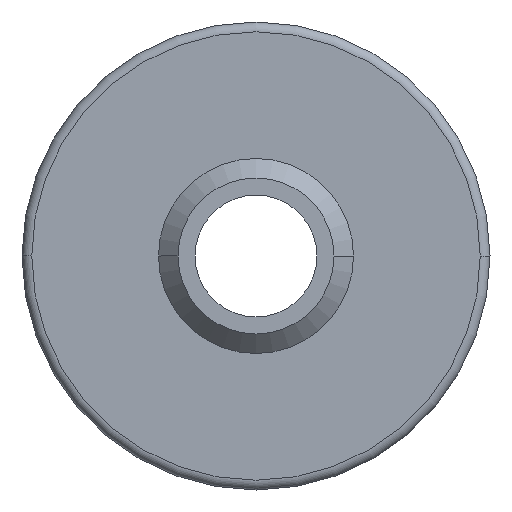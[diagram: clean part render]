
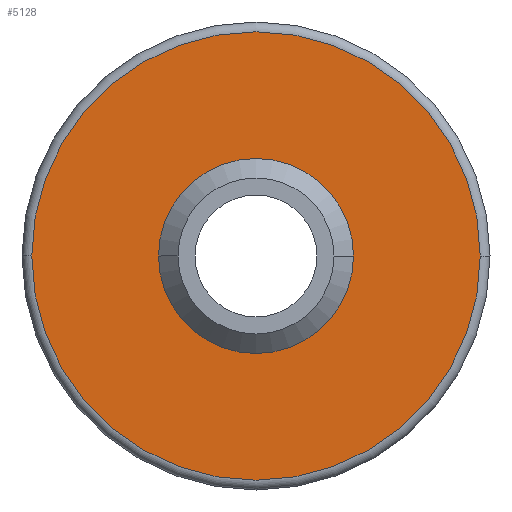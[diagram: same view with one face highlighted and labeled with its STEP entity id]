
A CAD part, front view. The second image highlights one B-rep face of the part: STEP entity #5128.
In plain terms, the highlighted planar face has unit normal (0, -1, 0).
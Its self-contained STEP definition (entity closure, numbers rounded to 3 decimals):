
#5087=CARTESIAN_POINT('Axis2P3D Location',(-5.,-25.,0.)) ;
#5092=CARTESIAN_POINT('Axis2P3D Location',(0.,-25.,0.)) ;
#5096=CARTESIAN_POINT('Vertex',(11.5,-25.,0.)) ;
#5098=CARTESIAN_POINT('Vertex',(-11.5,-25.,0.)) ;
#5101=CARTESIAN_POINT('Axis2P3D Location',(0.,-25.,0.)) ;
#5110=CARTESIAN_POINT('Axis2P3D Location',(0.,-25.,0.)) ;
#5114=CARTESIAN_POINT('Vertex',(-5.,-25.,0.)) ;
#5116=CARTESIAN_POINT('Vertex',(5.,-25.,0.)) ;
#5119=CARTESIAN_POINT('Axis2P3D Location',(0.,-25.,0.)) ;
#5088=DIRECTION('Axis2P3D Direction',(0.,1.,0.)) ;
#5089=DIRECTION('Axis2P3D XDirection',(1.,-0.,0.)) ;
#5093=DIRECTION('Axis2P3D Direction',(0.,1.,0.)) ;
#5102=DIRECTION('Axis2P3D Direction',(0.,1.,0.)) ;
#5111=DIRECTION('Axis2P3D Direction',(0.,1.,0.)) ;
#5120=DIRECTION('Axis2P3D Direction',(0.,1.,0.)) ;
#5090=AXIS2_PLACEMENT_3D('Plane Axis2P3D',#5087,#5088,#5089) ;
#5094=AXIS2_PLACEMENT_3D('Circle Axis2P3D',#5092,#5093,$) ;
#5103=AXIS2_PLACEMENT_3D('Circle Axis2P3D',#5101,#5102,$) ;
#5112=AXIS2_PLACEMENT_3D('Circle Axis2P3D',#5110,#5111,$) ;
#5121=AXIS2_PLACEMENT_3D('Circle Axis2P3D',#5119,#5120,$) ;
#5107=ORIENTED_EDGE('',*,*,#5100,.F.) ;
#5108=ORIENTED_EDGE('',*,*,#5105,.F.) ;
#5125=ORIENTED_EDGE('',*,*,#5118,.T.) ;
#5126=ORIENTED_EDGE('',*,*,#5123,.T.) ;
#5127=FACE_BOUND('',#5124,.T.) ;
#5128=ADVANCED_FACE('PartBody',(#5109,#5127),#5091,.F.) ;
#5095=CIRCLE('generated circle',#5094,11.5) ;
#5104=CIRCLE('generated circle',#5103,11.5) ;
#5113=CIRCLE('generated circle',#5112,5.) ;
#5122=CIRCLE('generated circle',#5121,5.) ;
#5100=EDGE_CURVE('',#5097,#5099,#5095,.T.) ;
#5105=EDGE_CURVE('',#5099,#5097,#5104,.T.) ;
#5118=EDGE_CURVE('',#5115,#5117,#5113,.T.) ;
#5123=EDGE_CURVE('',#5117,#5115,#5122,.T.) ;
#5106=EDGE_LOOP('',(#5107,#5108)) ;
#5124=EDGE_LOOP('',(#5125,#5126)) ;
#5109=FACE_OUTER_BOUND('',#5106,.T.) ;
#5091=PLANE('',#5090) ;
#5097=VERTEX_POINT('',#5096) ;
#5099=VERTEX_POINT('',#5098) ;
#5115=VERTEX_POINT('',#5114) ;
#5117=VERTEX_POINT('',#5116) ;
